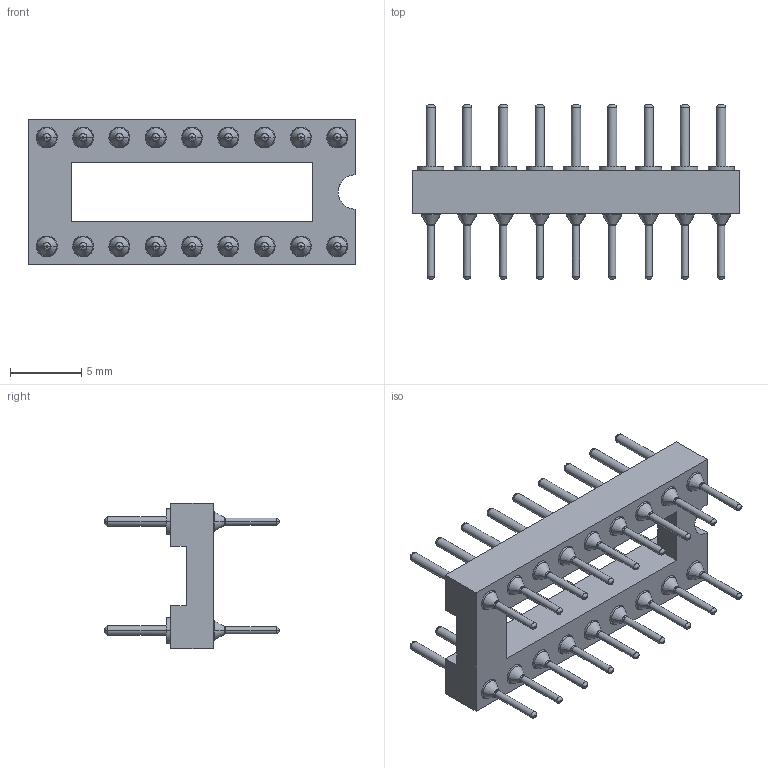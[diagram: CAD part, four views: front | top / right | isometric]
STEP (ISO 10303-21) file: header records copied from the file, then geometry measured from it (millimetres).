
FILE_DESCRIPTION( ('This file contains a STEP AP42 implementation' ,'as created by ZW3D STEP Interface translator.') ,'2;1' );
FILE_NAME( '3560-30118SXX122X1.stp' ,'231221. 82957', (''), ('ZWCAD Software Co.'), 'Version 1.0', 'ZW3D to STEP translator', '' );
FILE_SCHEMA(('AUTOMOTIVE_DESIGN { 1 0 10303 214 1 1 1 1 }'));
Length unit declared in the file: millimetre
Products named in the file (2): 0; 3560-30118SXX122X1
Bounding box: 22.86 x 12.2 x 10.16 mm (x, y, z)
Volume: 505.5 mm3; surface area: 1454.1 mm2
Topology: 1 solids, 19 shells, 664 faces, 1377 edges, 786 vertices
Faces by surface type: bspline 468, plane 122, cone 72, cylinder 2
Entity records: 41626 total; most frequent: CARTESIAN_POINT 31853, ORIENTED_EDGE 2682, EDGE_CURVE 1341, B_SPLINE_CURVE_WITH_KNOTS 1233, VERTEX_POINT 786, EDGE_LOOP 773, FACE_OUTER_BOUND 664, ADVANCED_FACE 664
